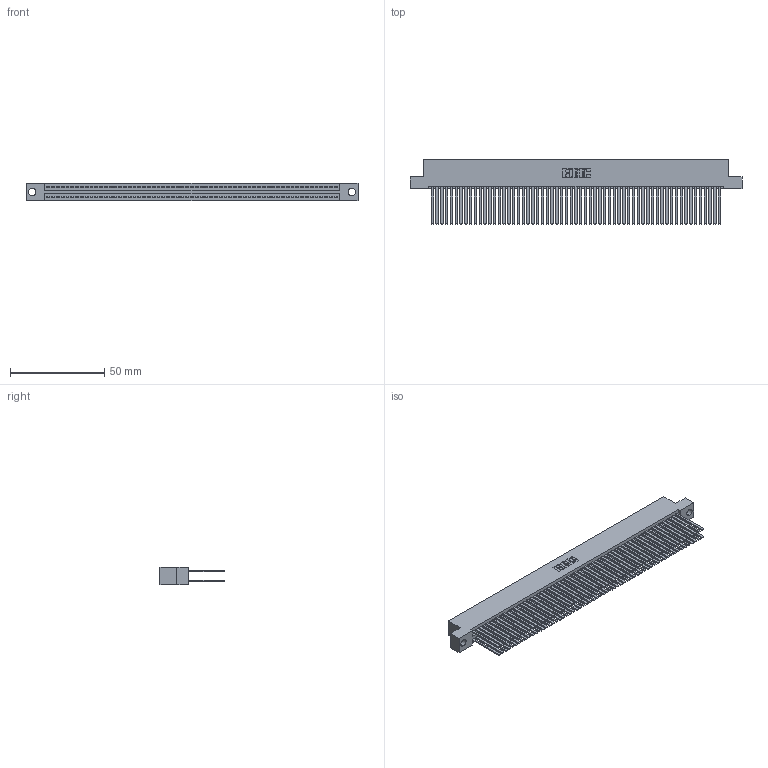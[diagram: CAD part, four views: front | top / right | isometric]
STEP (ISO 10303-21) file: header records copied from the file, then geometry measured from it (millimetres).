
FILE_DESCRIPTION (( 'STEP AP203' ), '1' );
FILE_NAME ('845-122-544-204.STEP', '2018-11-21T12:14:57', ( '' ), ( '' ), 'SwSTEP 2.0', 'SolidWorks 2016', '' );
FILE_SCHEMA (( 'CONFIG_CONTROL_DESIGN' ));
Length unit declared in the file: inch
Products named in the file (3): 845 Part_Flush Mounting Lugs - 0.156 Dia-TH; 345-292-001_345-293-144; 845-122-544-204
Assembly tree (123 placements, depth 2):
  845-122-544-204
    845 Part_Flush Mounting Lugs - 0.156 Dia-TH
    345-292-001_345-293-144  x122
Bounding box: 176.15 x 33.96 x 9.4 mm (x, y, z)
Volume: 18910 mm3; surface area: 33147.8 mm2
Topology: 123 solids, 123 shells, 5494 faces, 16323 edges, 10718 vertices
Faces by surface type: plane 3618, cylinder 1876
Entity records: 45123 total; most frequent: CARTESIAN_POINT 7544, ORIENTED_EDGE 7478, DIRECTION 6627, EDGE_CURVE 3739, VECTOR 3367, LINE 3367, VERTEX_POINT 2490, AXIS2_PLACEMENT_3D 1630
